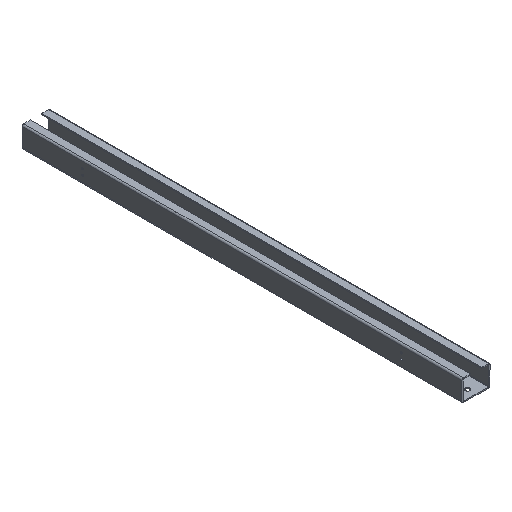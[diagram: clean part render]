
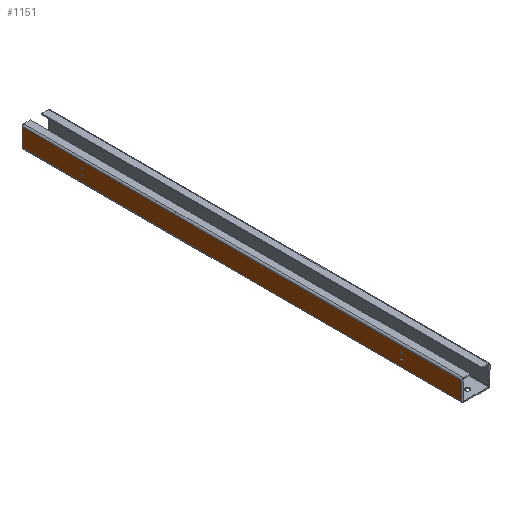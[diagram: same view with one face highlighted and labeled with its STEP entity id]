
A CAD part, isometric view. The second image highlights one B-rep face of the part: STEP entity #1151.
In plain terms, the highlighted planar face has unit normal (-1, 0, 0).
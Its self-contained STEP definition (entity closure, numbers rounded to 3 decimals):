
#3 = VERTEX_POINT ( 'NONE', #1771 ) ;
#12 = VERTEX_POINT ( 'NONE', #1547 ) ;
#21 = VERTEX_POINT ( 'NONE', #1528 ) ;
#24 = VERTEX_POINT ( 'NONE', #1736 ) ;
#28 = VERTEX_POINT ( 'NONE', #1722 ) ;
#30 = VERTEX_POINT ( 'NONE', #1723 ) ;
#35 = VERTEX_POINT ( 'NONE', #1737 ) ;
#42 = VERTEX_POINT ( 'NONE', #1515 ) ;
#52 = VERTEX_POINT ( 'NONE', #1440 ) ;
#55 = VERTEX_POINT ( 'NONE', #1671 ) ;
#60 = VERTEX_POINT ( 'NONE', #1657 ) ;
#125 = FACE_BOUND ( 'NONE', #527, .T. ) ;
#162 = FACE_BOUND ( 'NONE', #299, .T. ) ;
#184 = FACE_BOUND ( 'NONE', #529, .T. ) ;
#187 = CIRCLE ( 'NONE', #1126, 1.5 ) ;
#250 = CIRCLE ( 'NONE', #1123, 1.5 ) ;
#252 = FACE_BOUND ( 'NONE', #666, .T. ) ;
#281 = FACE_OUTER_BOUND ( 'NONE', #381, .T. ) ;
#299 = EDGE_LOOP ( 'NONE', ( #813, #848 ) ) ;
#300 = VECTOR ( 'NONE', #1733, 1000. ) ;
#303 = CIRCLE ( 'NONE', #883, 1.5 ) ;
#305 = ORIENTED_EDGE ( 'NONE', *, *, #1027, .T. ) ;
#322 = CIRCLE ( 'NONE', #865, 1.5 ) ;
#345 = VECTOR ( 'NONE', #1858, 1000. ) ;
#357 = ORIENTED_EDGE ( 'NONE', *, *, #1051, .T. ) ;
#381 = EDGE_LOOP ( 'NONE', ( #394, #631, #800, #305 ) ) ;
#394 = ORIENTED_EDGE ( 'NONE', *, *, #1055, .T. ) ;
#396 = ORIENTED_EDGE ( 'NONE', *, *, #1052, .T. ) ;
#427 = CIRCLE ( 'NONE', #866, 1.5 ) ;
#460 = CIRCLE ( 'NONE', #868, 1.5 ) ;
#482 = VERTEX_POINT ( 'NONE', #1367 ) ;
#487 = VECTOR ( 'NONE', #1633, 1000. ) ;
#494 = ORIENTED_EDGE ( 'NONE', *, *, #944, .T. ) ;
#527 = EDGE_LOOP ( 'NONE', ( #396, #494 ) ) ;
#529 = EDGE_LOOP ( 'NONE', ( #357, #646 ) ) ;
#573 = LINE ( 'NONE', #1861, #345 ) ;
#610 = CIRCLE ( 'NONE', #881, 1.5 ) ;
#630 = LINE ( 'NONE', #1842, #300 ) ;
#631 = ORIENTED_EDGE ( 'NONE', *, *, #1022, .T. ) ;
#646 = ORIENTED_EDGE ( 'NONE', *, *, #919, .T. ) ;
#666 = EDGE_LOOP ( 'NONE', ( #798, #785 ) ) ;
#678 = LINE ( 'NONE', #1729, #487 ) ;
#683 = VECTOR ( 'NONE', #1641, 1000. ) ;
#719 = CIRCLE ( 'NONE', #864, 1.5 ) ;
#785 = ORIENTED_EDGE ( 'NONE', *, *, #1078, .T. ) ;
#797 = LINE ( 'NONE', #1738, #683 ) ;
#798 = ORIENTED_EDGE ( 'NONE', *, *, #1050, .T. ) ;
#800 = ORIENTED_EDGE ( 'NONE', *, *, #1057, .F. ) ;
#813 = ORIENTED_EDGE ( 'NONE', *, *, #1043, .T. ) ;
#848 = ORIENTED_EDGE ( 'NONE', *, *, #1085, .T. ) ;
#864 = AXIS2_PLACEMENT_3D ( 'NONE', #1643, #1731, #1734 ) ;
#865 = AXIS2_PLACEMENT_3D ( 'NONE', #1649, #1735, #1740 ) ;
#866 = AXIS2_PLACEMENT_3D ( 'NONE', #1654, #1743, #1746 ) ;
#868 = AXIS2_PLACEMENT_3D ( 'NONE', #1768, #1672, #1673 ) ;
#881 = AXIS2_PLACEMENT_3D ( 'NONE', #1469, #1475, #1472 ) ;
#883 = AXIS2_PLACEMENT_3D ( 'NONE', #1854, #1856, #1855 ) ;
#919 = EDGE_CURVE ( 'NONE', #30, #28, #303, .T. ) ;
#944 = EDGE_CURVE ( 'NONE', #12, #55, #610, .T. ) ;
#1002 = AXIS2_PLACEMENT_3D ( 'NONE', #1400, #1698, #1234 ) ;
#1022 = EDGE_CURVE ( 'NONE', #3, #52, #573, .T. ) ;
#1027 = EDGE_CURVE ( 'NONE', #60, #482, #630, .T. ) ;
#1043 = EDGE_CURVE ( 'NONE', #42, #35, #460, .T. ) ;
#1050 = EDGE_CURVE ( 'NONE', #24, #21, #427, .T. ) ;
#1051 = EDGE_CURVE ( 'NONE', #28, #30, #322, .T. ) ;
#1052 = EDGE_CURVE ( 'NONE', #55, #12, #719, .T. ) ;
#1055 = EDGE_CURVE ( 'NONE', #482, #3, #678, .T. ) ;
#1057 = EDGE_CURVE ( 'NONE', #60, #52, #797, .T. ) ;
#1078 = EDGE_CURVE ( 'NONE', #21, #24, #187, .T. ) ;
#1085 = EDGE_CURVE ( 'NONE', #35, #42, #250, .T. ) ;
#1123 = AXIS2_PLACEMENT_3D ( 'NONE', #1631, #1629, #1526 ) ;
#1126 = AXIS2_PLACEMENT_3D ( 'NONE', #1653, #1652, #1549 ) ;
#1151 = ADVANCED_FACE ( 'NONE', ( #162, #252, #184, #125, #281 ), #1494, .F. ) ;
#1234 = DIRECTION ( 'NONE',  ( 0., 0., -1. ) ) ;
#1367 = CARTESIAN_POINT ( 'NONE',  ( 0., -800., 34. ) ) ;
#1400 = CARTESIAN_POINT ( 'NONE',  ( 0., 0., 0. ) ) ;
#1440 = CARTESIAN_POINT ( 'NONE',  ( 0., 0., 1. ) ) ;
#1469 = CARTESIAN_POINT ( 'NONE',  ( 0., -690., 12.5 ) ) ;
#1472 = DIRECTION ( 'NONE',  ( 0., 0., -1. ) ) ;
#1475 = DIRECTION ( 'NONE',  ( 1., 0., 0. ) ) ;
#1494 = PLANE ( 'NONE',  #1002 ) ;
#1515 = CARTESIAN_POINT ( 'NONE',  ( 0., -690., 21. ) ) ;
#1526 = DIRECTION ( 'NONE',  ( 0., 0., -1. ) ) ;
#1528 = CARTESIAN_POINT ( 'NONE',  ( 0., -110., 24. ) ) ;
#1547 = CARTESIAN_POINT ( 'NONE',  ( 0., -690., 14. ) ) ;
#1549 = DIRECTION ( 'NONE',  ( 0., 0., -1. ) ) ;
#1629 = DIRECTION ( 'NONE',  ( 1., 0., 0. ) ) ;
#1631 = CARTESIAN_POINT ( 'NONE',  ( 0., -690., 22.5 ) ) ;
#1633 = DIRECTION ( 'NONE',  ( 0., 1., 0. ) ) ;
#1641 = DIRECTION ( 'NONE',  ( 0., 1., 0. ) ) ;
#1643 = CARTESIAN_POINT ( 'NONE',  ( 0., -690., 12.5 ) ) ;
#1649 = CARTESIAN_POINT ( 'NONE',  ( 0., -110., 12.5 ) ) ;
#1652 = DIRECTION ( 'NONE',  ( 1., 0., 0. ) ) ;
#1653 = CARTESIAN_POINT ( 'NONE',  ( 0., -110., 22.5 ) ) ;
#1654 = CARTESIAN_POINT ( 'NONE',  ( 0., -110., 22.5 ) ) ;
#1657 = CARTESIAN_POINT ( 'NONE',  ( 0., -800., 1. ) ) ;
#1671 = CARTESIAN_POINT ( 'NONE',  ( 0., -690., 11. ) ) ;
#1672 = DIRECTION ( 'NONE',  ( 1., 0., 0. ) ) ;
#1673 = DIRECTION ( 'NONE',  ( 0., 0., -1. ) ) ;
#1698 = DIRECTION ( 'NONE',  ( 1., 0., 0. ) ) ;
#1722 = CARTESIAN_POINT ( 'NONE',  ( 0., -110., 11. ) ) ;
#1723 = CARTESIAN_POINT ( 'NONE',  ( 0., -110., 14. ) ) ;
#1729 = CARTESIAN_POINT ( 'NONE',  ( 0., -800., 34. ) ) ;
#1731 = DIRECTION ( 'NONE',  ( 1., 0., 0. ) ) ;
#1733 = DIRECTION ( 'NONE',  ( 0., 0., 1. ) ) ;
#1734 = DIRECTION ( 'NONE',  ( 0., 0., -1. ) ) ;
#1735 = DIRECTION ( 'NONE',  ( 1., 0., 0. ) ) ;
#1736 = CARTESIAN_POINT ( 'NONE',  ( 0., -110., 21. ) ) ;
#1737 = CARTESIAN_POINT ( 'NONE',  ( 0., -690., 24. ) ) ;
#1738 = CARTESIAN_POINT ( 'NONE',  ( 0., 0., 1. ) ) ;
#1740 = DIRECTION ( 'NONE',  ( 0., 0., -1. ) ) ;
#1743 = DIRECTION ( 'NONE',  ( 1., 0., 0. ) ) ;
#1746 = DIRECTION ( 'NONE',  ( 0., 0., -1. ) ) ;
#1768 = CARTESIAN_POINT ( 'NONE',  ( 0., -690., 22.5 ) ) ;
#1771 = CARTESIAN_POINT ( 'NONE',  ( 0., 0., 34. ) ) ;
#1842 = CARTESIAN_POINT ( 'NONE',  ( 0., -800., 0. ) ) ;
#1854 = CARTESIAN_POINT ( 'NONE',  ( 0., -110., 12.5 ) ) ;
#1855 = DIRECTION ( 'NONE',  ( 0., 0., -1. ) ) ;
#1856 = DIRECTION ( 'NONE',  ( 1., 0., 0. ) ) ;
#1858 = DIRECTION ( 'NONE',  ( 0., 0., -1. ) ) ;
#1861 = CARTESIAN_POINT ( 'NONE',  ( 0., 0., 0. ) ) ;
